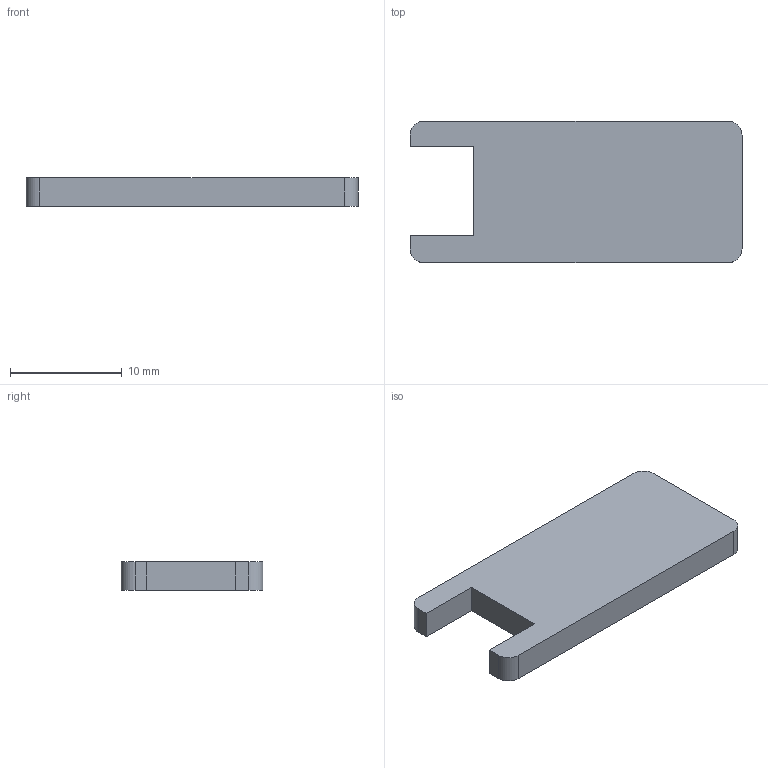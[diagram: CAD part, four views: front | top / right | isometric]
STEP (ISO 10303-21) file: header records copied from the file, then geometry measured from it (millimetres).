
FILE_DESCRIPTION(/* description */ (''),/* implementation_level */ '2;1');
FILE_NAME(/* name */ 'micro_usb_version_prog_shell.step',/* time_stamp */ '2022-06-10T11:52:45+08:00',/* author */ (''),/* organization */ (''),/* preprocessor_version */ 'ST-DEVELOPER v19',/* originating_system */ 'Autodesk Translation Framework v11.7.0.108',/* authorisation */ '');
FILE_SCHEMA (('AUTOMOTIVE_DESIGN { 1 0 10303 214 3 1 1 }'));
Length unit declared in the file: millimetre
Products named in the file (1): micro_usb_version_prog_shell
Bounding box: 29.74 x 12.69 x 2.55 mm (x, y, z)
Volume: 736.3 mm3; surface area: 1005.2 mm2
Topology: 1 solids, 1 shells, 58 faces, 156 edges, 104 vertices
Faces by surface type: cylinder 30, plane 24, bspline 4
Full cylindrical faces by diameter (mm): 1.623 x6, 2.074 x2
Entity records: 3549 total; most frequent: CARTESIAN_POINT 2159, ORIENTED_EDGE 312, DIRECTION 230, EDGE_CURVE 156, VERTEX_POINT 104, LINE 80, VECTOR 80, AXIS2_PLACEMENT_3D 75
